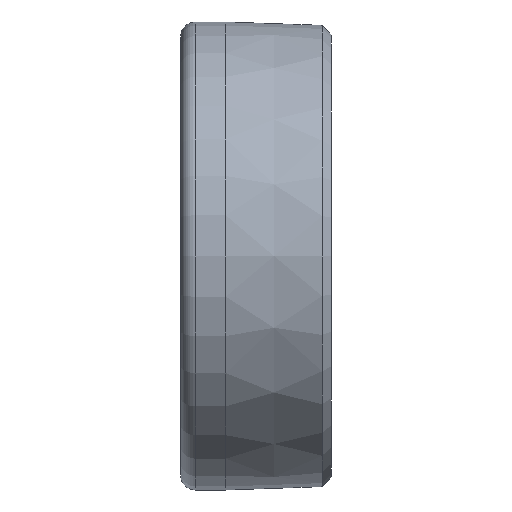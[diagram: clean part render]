
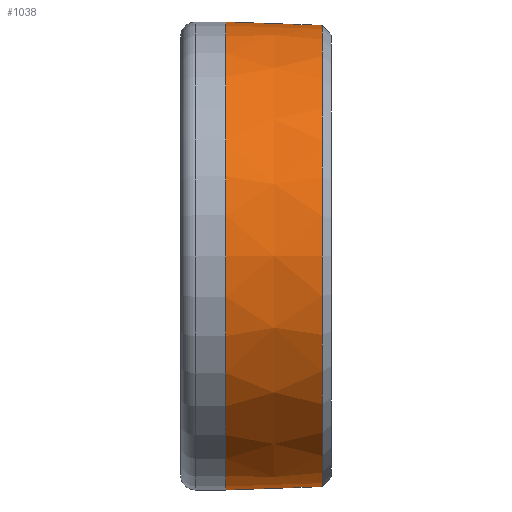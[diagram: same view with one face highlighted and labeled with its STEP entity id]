
A CAD part, front view. The second image highlights one B-rep face of the part: STEP entity #1038.
In plain terms, the highlighted conical face has half-angle 2 degrees and reference radius 12.311 mm.
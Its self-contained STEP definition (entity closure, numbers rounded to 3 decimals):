
#115=CARTESIAN_POINT('',(-278.,65.5,230.));
#116=DIRECTION('',(-1.,0.,0.));
#117=DIRECTION('',(0.,0.,-1.));
#118=AXIS2_PLACEMENT_3D('',#115,#116,#117);
#120=CARTESIAN_POINT('',(-283.1,65.5,230.));
#121=DIRECTION('',(-1.,0.,0.));
#122=DIRECTION('',(0.,0.,-1.));
#123=AXIS2_PLACEMENT_3D('',#120,#121,#122);
#158=DIRECTION('',(0.999,0.,0.035));
#159=VECTOR('',#158,5.103);
#160=CARTESIAN_POINT('',(-283.1,65.5,217.6));
#161=LINE('',#160,#159);
#162=DIRECTION('',(-0.999,0.,0.035));
#163=VECTOR('',#162,5.103);
#164=CARTESIAN_POINT('',(-278.,65.5,242.222));
#165=LINE('',#164,#163);
#758=CARTESIAN_POINT('',(-283.1,65.5,217.6));
#759=CARTESIAN_POINT('',(-283.1,65.5,242.4));
#760=VERTEX_POINT('',#758);
#761=VERTEX_POINT('',#759);
#782=CARTESIAN_POINT('',(-278.,65.5,217.778));
#783=CARTESIAN_POINT('',(-278.,65.5,242.222));
#784=VERTEX_POINT('',#782);
#785=VERTEX_POINT('',#783);
#1024=CARTESIAN_POINT('',(-280.55,65.5,230.));
#1025=DIRECTION('',(-1.,0.,0.));
#1026=DIRECTION('',(0.,0.,1.));
#1027=AXIS2_PLACEMENT_3D('',#1024,#1025,#1026);
#1028=CONICAL_SURFACE('',#1027,12.311,2.);
#1030=ORIENTED_EDGE('',*,*,#1029,.T.);
#1032=ORIENTED_EDGE('',*,*,#1031,.F.);
#1033=ORIENTED_EDGE('',*,*,#1018,.F.);
#1035=ORIENTED_EDGE('',*,*,#1034,.F.);
#1036=EDGE_LOOP('',(#1030,#1032,#1033,#1035));
#1037=FACE_OUTER_BOUND('',#1036,.F.);
#1038=ADVANCED_FACE('',(#1037),#1028,.T.);
#119=CIRCLE('',#118,12.222);
#124=CIRCLE('',#123,12.4);
#1018=EDGE_CURVE('',#784,#785,#119,.T.);
#1029=EDGE_CURVE('',#760,#761,#124,.T.);
#1031=EDGE_CURVE('',#785,#761,#165,.T.);
#1034=EDGE_CURVE('',#760,#784,#161,.T.);
